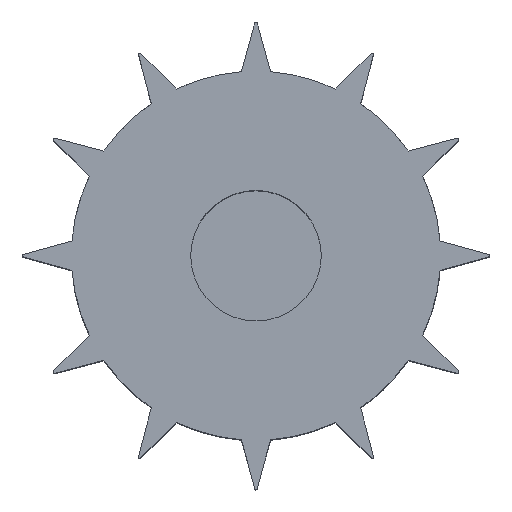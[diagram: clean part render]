
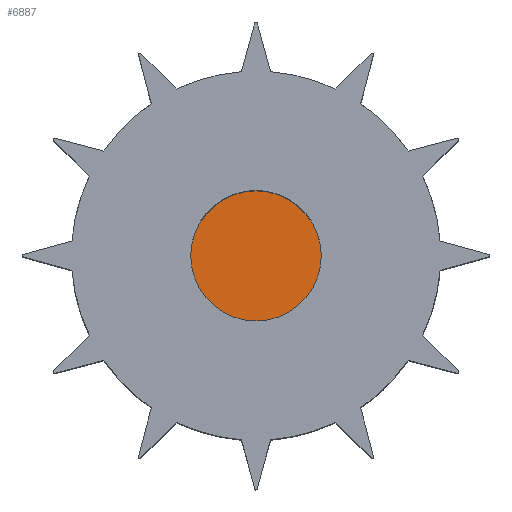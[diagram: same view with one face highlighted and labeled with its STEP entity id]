
A CAD part, top view. The second image highlights one B-rep face of the part: STEP entity #6887.
In plain terms, the highlighted planar face has unit normal (0, 0, 1).
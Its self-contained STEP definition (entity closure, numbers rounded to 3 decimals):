
#6860=CARTESIAN_POINT('',(4.95,0.,8.));
#6861=VERTEX_POINT('',#6860);
#6868=CARTESIAN_POINT('',(-0.,0.,8.));
#6869=DIRECTION('',(0.,0.,1.));
#6870=DIRECTION('',(1.,0.,-0.));
#6871=AXIS2_PLACEMENT_3D('',#6868,#6869,#6870);
#6872=CIRCLE('',#6871,4.95);
#6873=EDGE_CURVE('',#6861,#6861,#6872,.T.);
#6879=CARTESIAN_POINT('',(-0.,0.,8.));
#6880=DIRECTION('',(0.,0.,1.));
#6881=DIRECTION('',(1.,0.,0.));
#6882=AXIS2_PLACEMENT_3D('',#6879,#6880,#6881);
#6883=PLANE('',#6882);
#6884=ORIENTED_EDGE('',*,*,#6873,.T.);
#6885=EDGE_LOOP('',(#6884));
#6886=FACE_BOUND('',#6885,.T.);
#6887=ADVANCED_FACE('',(#6886),#6883,.T.);
